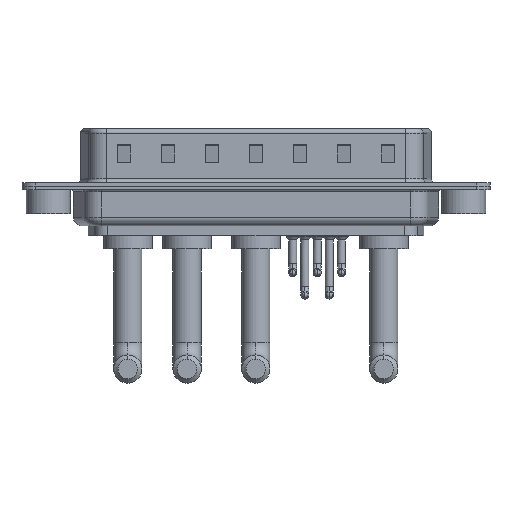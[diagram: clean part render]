
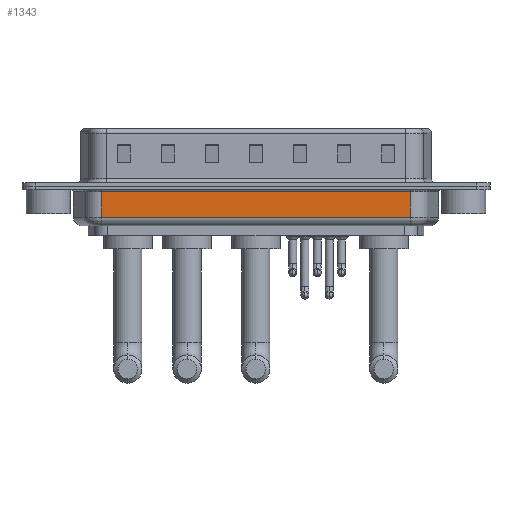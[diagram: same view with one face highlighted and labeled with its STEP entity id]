
A CAD part, front view. The second image highlights one B-rep face of the part: STEP entity #1343.
In plain terms, the highlighted planar face has unit normal (0, -1, 0).
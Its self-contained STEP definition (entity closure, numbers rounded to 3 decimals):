
#1066 = CARTESIAN_POINT ( 'NONE',  ( 41.044, -5.35, -3.5 ) ) ;
#1343 = ADVANCED_FACE ( 'NONE', ( #17278 ), #7228, .F. ) ;
#1669 = CARTESIAN_POINT ( 'NONE',  ( 6.006, -5.35, -4.5 ) ) ;
#1777 = CARTESIAN_POINT ( 'NONE',  ( 6.006, -5.35, -0.65 ) ) ;
#3197 = CARTESIAN_POINT ( 'NONE',  ( 6.006, -5.35, -3.5 ) ) ;
#5372 = VERTEX_POINT ( 'NONE', #7866 ) ;
#6341 = VECTOR ( 'NONE', #18796, 1000. ) ;
#6502 = VERTEX_POINT ( 'NONE', #1066 ) ;
#6814 = ORIENTED_EDGE ( 'NONE', *, *, #17718, .T. ) ;
#6920 = VECTOR ( 'NONE', #16558, 1000. ) ;
#7228 = PLANE ( 'NONE',  #7240 ) ;
#7240 = AXIS2_PLACEMENT_3D ( 'NONE', #1669, #8620, #8849 ) ;
#7320 = CARTESIAN_POINT ( 'NONE',  ( 6.006, -5.35, -4.5 ) ) ;
#7866 = CARTESIAN_POINT ( 'NONE',  ( 41.044, -5.35, -0.65 ) ) ;
#8193 = CARTESIAN_POINT ( 'NONE',  ( 6.006, -5.35, -3.5 ) ) ;
#8620 = DIRECTION ( 'NONE',  ( 0., 1., 0. ) ) ;
#8756 = ORIENTED_EDGE ( 'NONE', *, *, #15267, .F. ) ;
#8849 = DIRECTION ( 'NONE',  ( 0., 0., 1. ) ) ;
#9493 = CARTESIAN_POINT ( 'NONE',  ( 41.044, -5.35, -4.5 ) ) ;
#10283 = VECTOR ( 'NONE', #20379, 1000. ) ;
#11595 = EDGE_CURVE ( 'NONE', #6502, #5372, #14965, .T. ) ;
#13689 = ORIENTED_EDGE ( 'NONE', *, *, #15019, .T. ) ;
#14490 = DIRECTION ( 'NONE',  ( 0., 0., 1. ) ) ;
#14965 = LINE ( 'NONE', #9493, #6920 ) ;
#15019 = EDGE_CURVE ( 'NONE', #17351, #6502, #15392, .T. ) ;
#15267 = EDGE_CURVE ( 'NONE', #17351, #22104, #15990, .T. ) ;
#15293 = LINE ( 'NONE', #20395, #6341 ) ;
#15392 = LINE ( 'NONE', #8193, #10283 ) ;
#15990 = LINE ( 'NONE', #7320, #18274 ) ;
#16558 = DIRECTION ( 'NONE',  ( 0., 0., 1. ) ) ;
#17278 = FACE_OUTER_BOUND ( 'NONE', #21262, .T. ) ;
#17351 = VERTEX_POINT ( 'NONE', #3197 ) ;
#17718 = EDGE_CURVE ( 'NONE', #5372, #22104, #15293, .T. ) ;
#18193 = ORIENTED_EDGE ( 'NONE', *, *, #11595, .T. ) ;
#18274 = VECTOR ( 'NONE', #14490, 1000. ) ;
#18796 = DIRECTION ( 'NONE',  ( -1., 0., 0. ) ) ;
#20379 = DIRECTION ( 'NONE',  ( 1., 0., 0. ) ) ;
#20395 = CARTESIAN_POINT ( 'NONE',  ( 6.006, -5.35, -0.65 ) ) ;
#21262 = EDGE_LOOP ( 'NONE', ( #8756, #13689, #18193, #6814 ) ) ;
#22104 = VERTEX_POINT ( 'NONE', #1777 ) ;
